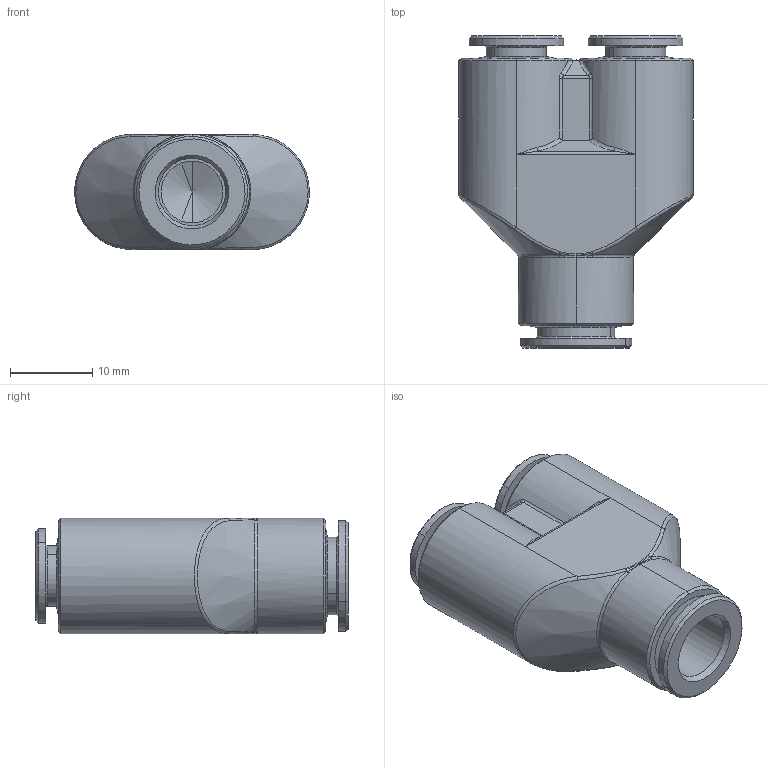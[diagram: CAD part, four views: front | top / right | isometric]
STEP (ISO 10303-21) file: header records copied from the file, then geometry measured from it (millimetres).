
FILE_DESCRIPTION (( 'STEP AP203' ), '1' );
FILE_NAME ('A0274030.STEP', '2009-04-08T14:31:04', ( '' ), ( 'sopra-pneumatic' ), 'SwSTEP 2.0', 'SolidWorks 2009', '' );
FILE_SCHEMA (( 'CONFIG_CONTROL_DESIGN' ));
Length unit declared in the file: millimetre
Products named in the file (1): A0274030
Bounding box: 28.5 x 37.9 x 14.01 mm (x, y, z)
Volume: 7008.2 mm3; surface area: 4588.2 mm2
Topology: 1 solids, 1 shells, 150 faces, 359 edges, 209 vertices
Faces by surface type: cylinder 54, cone 42, bspline 32, plane 20, torus 2
Entity records: 6311 total; most frequent: CARTESIAN_POINT 3073, ORIENTED_EDGE 700, DIRECTION 610, EDGE_CURVE 350, AXIS2_PLACEMENT_3D 254, VERTEX_POINT 209, EDGE_LOOP 161, ADVANCED_FACE 150
